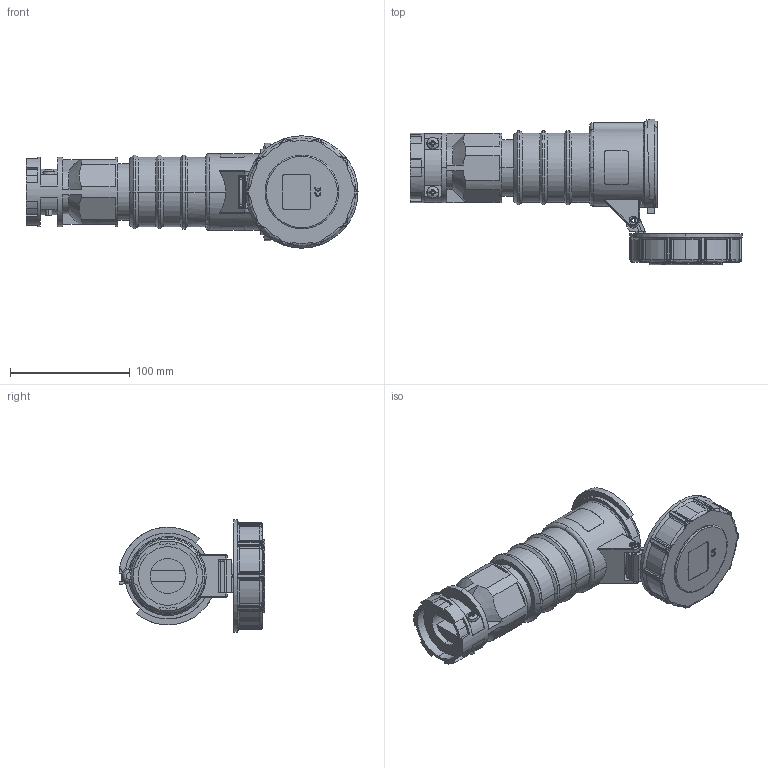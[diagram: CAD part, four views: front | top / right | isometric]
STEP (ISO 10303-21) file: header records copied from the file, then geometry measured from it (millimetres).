
FILE_DESCRIPTION (( 'STEP AP203' ), '1' );
FILE_NAME ('BRY430C9W.step', '2022-08-17T19:54:15', ( '' ), ( '' ), 'SwSTEP 2.0', 'SolidWorks 2021', '' );
FILE_SCHEMA (( 'CONFIG_CONTROL_DESIGN' ));
Length unit declared in the file: millimetre
Products named in the file (1): BRY430C9W
Bounding box: 277.7 x 122.01 x 94 mm (x, y, z)
Volume: 591096.8 mm3; surface area: 118752.6 mm2
Topology: 7 solids, 7 shells, 923 faces, 2484 edges, 1564 vertices
Faces by surface type: plane 306, cylinder 304, bspline 116, cone 109, torus 76, sphere 12
Entity records: 38265 total; most frequent: CARTESIAN_POINT 18158, ORIENTED_EDGE 4880, DIRECTION 3120, EDGE_CURVE 2440, VERTEX_POINT 1564, B_SPLINE_CURVE_WITH_KNOTS 1282, AXIS2_PLACEMENT_3D 1240, EDGE_LOOP 978
